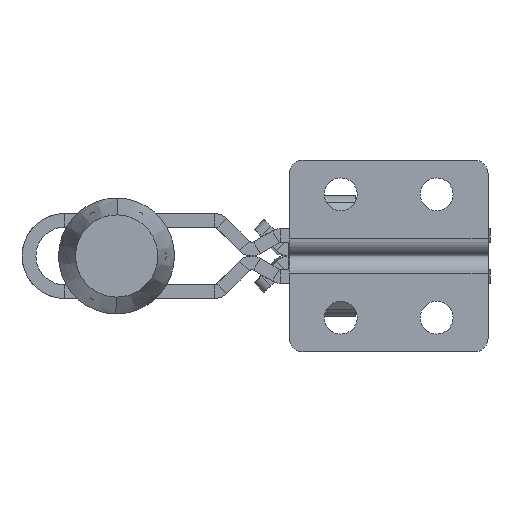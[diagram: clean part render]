
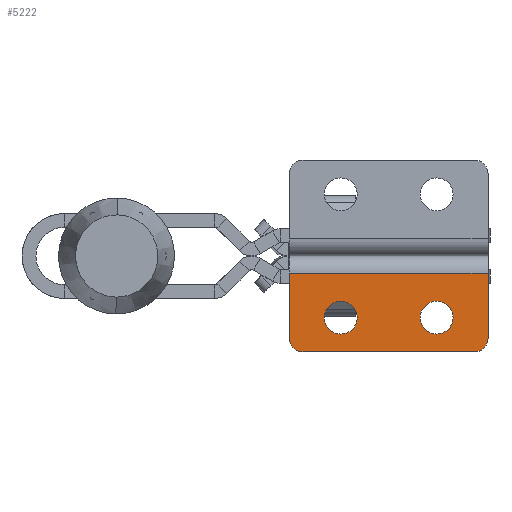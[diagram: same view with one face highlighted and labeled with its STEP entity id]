
A CAD part, front view. The second image highlights one B-rep face of the part: STEP entity #5222.
In plain terms, the highlighted planar face has unit normal (0, -1, 0).
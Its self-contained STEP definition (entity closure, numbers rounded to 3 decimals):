
#1484 = AXIS2_PLACEMENT_3D ( 'NONE', #21695, #21696, #21697 ) ;
#1487 = AXIS2_PLACEMENT_3D ( 'NONE', #21704, #21705, #21706 ) ;
#1525 = AXIS2_PLACEMENT_3D ( 'NONE', #21815, #21816, #21817 ) ;
#1527 = AXIS2_PLACEMENT_3D ( 'NONE', #21820, #21821, #21822 ) ;
#1528 = AXIS2_PLACEMENT_3D ( 'NONE', #21823, #21824, #21825 ) ;
#1530 = AXIS2_PLACEMENT_3D ( 'NONE', #21826, #21827, #21828 ) ;
#5222 = ADVANCED_FACE ( 'NONE', ( #6803, #6813, #6811 ), #19137, .T. ) ;
#6803 = FACE_BOUND ( 'NONE', #9600, .T. ) ;
#6811 = FACE_OUTER_BOUND ( 'NONE', #9622, .T. ) ;
#6813 = FACE_BOUND ( 'NONE', #9607, .T. ) ;
#9600 = EDGE_LOOP ( 'NONE', ( #16401, #16451 ) ) ;
#9607 = EDGE_LOOP ( 'NONE', ( #16397, #16496 ) ) ;
#9622 = EDGE_LOOP ( 'NONE', ( #16497, #16495, #16493, #16450, #16498, #16506 ) ) ;
#12244 = AXIS2_PLACEMENT_3D ( 'NONE', #19136, #19130, #19139 ) ;
#13017 = CIRCLE ( 'NONE', #1484, 2.4 ) ;
#13024 = CIRCLE ( 'NONE', #1487, 2.4 ) ;
#13089 = LINE ( 'NONE', #21797, #13091 ) ;
#13091 = VECTOR ( 'NONE', #21793, 1000. ) ;
#13092 = LINE ( 'NONE', #21805, #13095 ) ;
#13095 = VECTOR ( 'NONE', #21807, 1000. ) ;
#13098 = CIRCLE ( 'NONE', #1530, 2. ) ;
#13100 = LINE ( 'NONE', #21811, #13103 ) ;
#13103 = VECTOR ( 'NONE', #21812, 1000. ) ;
#13104 = CIRCLE ( 'NONE', #1525, 2.4 ) ;
#13106 = CIRCLE ( 'NONE', #1527, 2.4 ) ;
#13107 = CIRCLE ( 'NONE', #1528, 2. ) ;
#13108 = LINE ( 'NONE', #21818, #13110 ) ;
#13110 = VECTOR ( 'NONE', #21819, 1000. ) ;
#14072 = EDGE_CURVE ( 'NONE', #18081, #18073, #13017, .T. ) ;
#14075 = EDGE_CURVE ( 'NONE', #18080, #18082, #13024, .T. ) ;
#14115 = EDGE_CURVE ( 'NONE', #18109, #18112, #13089, .T. ) ;
#14117 = EDGE_CURVE ( 'NONE', #18105, #18112, #13092, .T. ) ;
#14121 = EDGE_CURVE ( 'NONE', #18109, #18115, #13100, .T. ) ;
#14123 = EDGE_CURVE ( 'NONE', #18082, #18080, #13104, .T. ) ;
#14124 = EDGE_CURVE ( 'NONE', #18073, #18081, #13106, .T. ) ;
#14125 = EDGE_CURVE ( 'NONE', #18116, #18105, #13107, .T. ) ;
#14126 = EDGE_CURVE ( 'NONE', #18107, #18116, #13108, .T. ) ;
#14127 = EDGE_CURVE ( 'NONE', #18115, #18107, #13098, .T. ) ;
#15248 = CARTESIAN_POINT ( 'NONE',  ( 21.5, -2., -4.6 ) ) ;
#15255 = CARTESIAN_POINT ( 'NONE',  ( 7.5, -2., -9.4 ) ) ;
#15256 = CARTESIAN_POINT ( 'NONE',  ( 21.5, -2., -9.4 ) ) ;
#15257 = CARTESIAN_POINT ( 'NONE',  ( 7.5, -2., -4.6 ) ) ;
#15280 = CARTESIAN_POINT ( 'NONE',  ( 0., -2., -10. ) ) ;
#15282 = CARTESIAN_POINT ( 'NONE',  ( 27., -2., -12. ) ) ;
#15284 = CARTESIAN_POINT ( 'NONE',  ( 29., -2., -0.5 ) ) ;
#15287 = CARTESIAN_POINT ( 'NONE',  ( 0., -2., -0.5 ) ) ;
#15290 = CARTESIAN_POINT ( 'NONE',  ( 29., -2., -10. ) ) ;
#15291 = CARTESIAN_POINT ( 'NONE',  ( 2., -2., -12. ) ) ;
#16397 = ORIENTED_EDGE ( 'NONE', *, *, #14124, .T. ) ;
#16401 = ORIENTED_EDGE ( 'NONE', *, *, #14123, .T. ) ;
#16450 = ORIENTED_EDGE ( 'NONE', *, *, #14125, .F. ) ;
#16451 = ORIENTED_EDGE ( 'NONE', *, *, #14075, .T. ) ;
#16493 = ORIENTED_EDGE ( 'NONE', *, *, #14117, .F. ) ;
#16495 = ORIENTED_EDGE ( 'NONE', *, *, #14115, .T. ) ;
#16496 = ORIENTED_EDGE ( 'NONE', *, *, #14072, .T. ) ;
#16497 = ORIENTED_EDGE ( 'NONE', *, *, #14121, .F. ) ;
#16498 = ORIENTED_EDGE ( 'NONE', *, *, #14126, .F. ) ;
#16506 = ORIENTED_EDGE ( 'NONE', *, *, #14127, .F. ) ;
#18073 = VERTEX_POINT ( 'NONE', #15248 ) ;
#18080 = VERTEX_POINT ( 'NONE', #15255 ) ;
#18081 = VERTEX_POINT ( 'NONE', #15256 ) ;
#18082 = VERTEX_POINT ( 'NONE', #15257 ) ;
#18105 = VERTEX_POINT ( 'NONE', #15280 ) ;
#18107 = VERTEX_POINT ( 'NONE', #15282 ) ;
#18109 = VERTEX_POINT ( 'NONE', #15284 ) ;
#18112 = VERTEX_POINT ( 'NONE', #15287 ) ;
#18115 = VERTEX_POINT ( 'NONE', #15290 ) ;
#18116 = VERTEX_POINT ( 'NONE', #15291 ) ;
#19130 = DIRECTION ( 'NONE',  ( 0., -1., 0. ) ) ;
#19136 = CARTESIAN_POINT ( 'NONE',  ( 2., -2., -10. ) ) ;
#19137 = PLANE ( 'NONE',  #12244 ) ;
#19139 = DIRECTION ( 'NONE',  ( 0., 0., -1. ) ) ;
#21695 = CARTESIAN_POINT ( 'NONE',  ( 21.5, -2., -7. ) ) ;
#21696 = DIRECTION ( 'NONE',  ( 0., 1., 0. ) ) ;
#21697 = DIRECTION ( 'NONE',  ( 0., 0., 1. ) ) ;
#21704 = CARTESIAN_POINT ( 'NONE',  ( 7.5, -2., -7. ) ) ;
#21705 = DIRECTION ( 'NONE',  ( 0., 1., 0. ) ) ;
#21706 = DIRECTION ( 'NONE',  ( 0., 0., 1. ) ) ;
#21793 = DIRECTION ( 'NONE',  ( -1., 0., 0. ) ) ;
#21797 = CARTESIAN_POINT ( 'NONE',  ( 2., -2., -0.5 ) ) ;
#21805 = CARTESIAN_POINT ( 'NONE',  ( 0., -2., 0. ) ) ;
#21807 = DIRECTION ( 'NONE',  ( 0., 0., 1. ) ) ;
#21811 = CARTESIAN_POINT ( 'NONE',  ( 29., -2., -10. ) ) ;
#21812 = DIRECTION ( 'NONE',  ( 0., 0., -1. ) ) ;
#21815 = CARTESIAN_POINT ( 'NONE',  ( 7.5, -2., -7. ) ) ;
#21816 = DIRECTION ( 'NONE',  ( 0., 1., 0. ) ) ;
#21817 = DIRECTION ( 'NONE',  ( 0., 0., 1. ) ) ;
#21818 = CARTESIAN_POINT ( 'NONE',  ( 2., -2., -12. ) ) ;
#21819 = DIRECTION ( 'NONE',  ( -1., 0., 0. ) ) ;
#21820 = CARTESIAN_POINT ( 'NONE',  ( 21.5, -2., -7. ) ) ;
#21821 = DIRECTION ( 'NONE',  ( 0., 1., 0. ) ) ;
#21822 = DIRECTION ( 'NONE',  ( 0., 0., 1. ) ) ;
#21823 = CARTESIAN_POINT ( 'NONE',  ( 2., -2., -10. ) ) ;
#21824 = DIRECTION ( 'NONE',  ( 0., 1., 0. ) ) ;
#21825 = DIRECTION ( 'NONE',  ( 0., 0., -1. ) ) ;
#21826 = CARTESIAN_POINT ( 'NONE',  ( 27., -2., -10. ) ) ;
#21827 = DIRECTION ( 'NONE',  ( 0., 1., 0. ) ) ;
#21828 = DIRECTION ( 'NONE',  ( 0., 0., -1. ) ) ;
